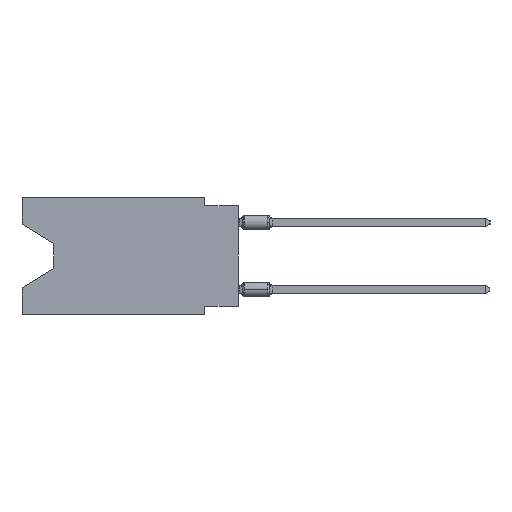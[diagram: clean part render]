
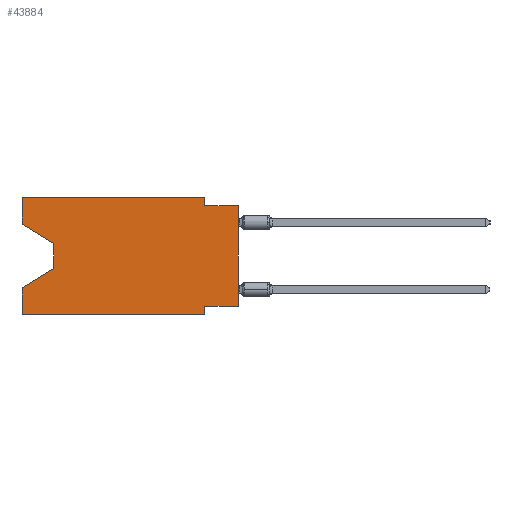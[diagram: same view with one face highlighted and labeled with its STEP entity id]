
A CAD part, left-side view. The second image highlights one B-rep face of the part: STEP entity #43884.
In plain terms, the highlighted planar face has unit normal (-1, 0, 0).
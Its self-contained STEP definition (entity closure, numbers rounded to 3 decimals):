
#156 = CARTESIAN_POINT ( 'NONE',  ( 0., 16.383, -2.038 ) ) ;
#179 = VERTEX_POINT ( 'NONE', #33217 ) ;
#449 = CARTESIAN_POINT ( 'NONE',  ( 0., 16.383, 0. ) ) ;
#1780 = ORIENTED_EDGE ( 'NONE', *, *, #52808, .T. ) ;
#2535 = VECTOR ( 'NONE', #10852, 1000. ) ;
#6335 = LINE ( 'NONE', #10874, #22132 ) ;
#7804 = LINE ( 'NONE', #22319, #43119 ) ;
#8799 = ORIENTED_EDGE ( 'NONE', *, *, #43950, .T. ) ;
#8861 = DIRECTION ( 'NONE',  ( 1., 0., 0. ) ) ;
#8927 = DIRECTION ( 'NONE',  ( 0., 0., -1. ) ) ;
#9710 = ORIENTED_EDGE ( 'NONE', *, *, #24119, .T. ) ;
#10796 = ORIENTED_EDGE ( 'NONE', *, *, #56382, .F. ) ;
#10852 = DIRECTION ( 'NONE',  ( 0., 0., -1. ) ) ;
#10874 = CARTESIAN_POINT ( 'NONE',  ( 0., 0., -0.635 ) ) ;
#11465 = CARTESIAN_POINT ( 'NONE',  ( 0., 2.54, -8.89 ) ) ;
#11909 = DIRECTION ( 'NONE',  ( 0., 1., 0. ) ) ;
#13198 = VERTEX_POINT ( 'NONE', #49603 ) ;
#13754 = VECTOR ( 'NONE', #46466, 1000. ) ;
#15157 = VERTEX_POINT ( 'NONE', #38110 ) ;
#17105 = VERTEX_POINT ( 'NONE', #27961 ) ;
#17297 = VECTOR ( 'NONE', #11909, 1000. ) ;
#17435 = DIRECTION ( 'NONE',  ( 0., -1., 0. ) ) ;
#17610 = VECTOR ( 'NONE', #51620, 1000. ) ;
#17671 = ORIENTED_EDGE ( 'NONE', *, *, #57113, .F. ) ;
#17964 = DIRECTION ( 'NONE',  ( 0., 0., -1. ) ) ;
#18038 = CARTESIAN_POINT ( 'NONE',  ( 0., 13.97, -5.385 ) ) ;
#18495 = CARTESIAN_POINT ( 'NONE',  ( 0., 2.54, -8.89 ) ) ;
#19205 = CARTESIAN_POINT ( 'NONE',  ( 0., 13.97, -3.505 ) ) ;
#21042 = ORIENTED_EDGE ( 'NONE', *, *, #22562, .T. ) ;
#21082 = VECTOR ( 'NONE', #57612, 1000. ) ;
#22086 = ORIENTED_EDGE ( 'NONE', *, *, #24372, .T. ) ;
#22132 = VECTOR ( 'NONE', #32990, 1000. ) ;
#22256 = ORIENTED_EDGE ( 'NONE', *, *, #50534, .F. ) ;
#22319 = CARTESIAN_POINT ( 'NONE',  ( 0., 0., 0. ) ) ;
#22562 = EDGE_CURVE ( 'NONE', #17105, #45970, #7804, .T. ) ;
#23265 = LINE ( 'NONE', #41736, #49564 ) ;
#24119 = EDGE_CURVE ( 'NONE', #15157, #51128, #44385, .T. ) ;
#24372 = EDGE_CURVE ( 'NONE', #45625, #43550, #50416, .T. ) ;
#25392 = VERTEX_POINT ( 'NONE', #59892 ) ;
#27961 = CARTESIAN_POINT ( 'NONE',  ( 0., 0., -8.255 ) ) ;
#29514 = VERTEX_POINT ( 'NONE', #156 ) ;
#29766 = CARTESIAN_POINT ( 'NONE',  ( 0., 0., -0.635 ) ) ;
#30662 = CARTESIAN_POINT ( 'NONE',  ( 0., 0., -8.255 ) ) ;
#31002 = VERTEX_POINT ( 'NONE', #31609 ) ;
#31277 = LINE ( 'NONE', #46112, #51735 ) ;
#31609 = CARTESIAN_POINT ( 'NONE',  ( 0., 2.54, -0.635 ) ) ;
#32170 = DIRECTION ( 'NONE',  ( 0., 0.855, -0.519 ) ) ;
#32394 = AXIS2_PLACEMENT_3D ( 'NONE', #59492, #8861, #17964 ) ;
#32779 = ORIENTED_EDGE ( 'NONE', *, *, #47938, .F. ) ;
#32990 = DIRECTION ( 'NONE',  ( 0., -1., 0. ) ) ;
#33217 = CARTESIAN_POINT ( 'NONE',  ( 0., 2.54, 0. ) ) ;
#34850 = LINE ( 'NONE', #53356, #21082 ) ;
#35292 = CARTESIAN_POINT ( 'NONE',  ( 0., 13.97, -3.505 ) ) ;
#35840 = EDGE_LOOP ( 'NONE', ( #1780, #22086, #8799, #55211, #9710, #10796, #22256, #21042, #51374, #41123, #32779, #17671 ) ) ;
#37000 = EDGE_CURVE ( 'NONE', #31002, #45970, #6335, .T. ) ;
#37517 = VECTOR ( 'NONE', #38541, 1000. ) ;
#38110 = CARTESIAN_POINT ( 'NONE',  ( 0., 16.383, -8.89 ) ) ;
#38238 = LINE ( 'NONE', #47925, #37517 ) ;
#38541 = DIRECTION ( 'NONE',  ( 0., -1., 0. ) ) ;
#39538 = CARTESIAN_POINT ( 'NONE',  ( 0., 16.383, -8.89 ) ) ;
#39752 = LINE ( 'NONE', #30662, #17297 ) ;
#40923 = CARTESIAN_POINT ( 'NONE',  ( 0., 2.54, -8.255 ) ) ;
#41123 = ORIENTED_EDGE ( 'NONE', *, *, #50315, .F. ) ;
#41250 = FACE_OUTER_BOUND ( 'NONE', #35840, .T. ) ;
#41736 = CARTESIAN_POINT ( 'NONE',  ( 0., 16.383, -2.038 ) ) ;
#43119 = VECTOR ( 'NONE', #54759, 1000. ) ;
#43550 = VERTEX_POINT ( 'NONE', #18038 ) ;
#43884 = ADVANCED_FACE ( 'NONE', ( #41250 ), #58598, .F. ) ;
#43950 = EDGE_CURVE ( 'NONE', #43550, #25392, #31277, .T. ) ;
#44385 = LINE ( 'NONE', #39538, #57649 ) ;
#45115 = VECTOR ( 'NONE', #8927, 1000. ) ;
#45581 = LINE ( 'NONE', #449, #13754 ) ;
#45625 = VERTEX_POINT ( 'NONE', #35292 ) ;
#45970 = VERTEX_POINT ( 'NONE', #29766 ) ;
#46112 = CARTESIAN_POINT ( 'NONE',  ( 0., 13.97, -5.385 ) ) ;
#46466 = DIRECTION ( 'NONE',  ( 0., 0., 1. ) ) ;
#47489 = LINE ( 'NONE', #11465, #2535 ) ;
#47658 = CARTESIAN_POINT ( 'NONE',  ( 0., 16.383, 0. ) ) ;
#47925 = CARTESIAN_POINT ( 'NONE',  ( 0., 16.383, 0. ) ) ;
#47938 = EDGE_CURVE ( 'NONE', #13198, #179, #38238, .T. ) ;
#49564 = VECTOR ( 'NONE', #51745, 1000. ) ;
#49603 = CARTESIAN_POINT ( 'NONE',  ( 0., 16.383, 0. ) ) ;
#50315 = EDGE_CURVE ( 'NONE', #179, #31002, #34850, .T. ) ;
#50416 = LINE ( 'NONE', #19205, #45115 ) ;
#50534 = EDGE_CURVE ( 'NONE', #17105, #52267, #39752, .T. ) ;
#51128 = VERTEX_POINT ( 'NONE', #18495 ) ;
#51374 = ORIENTED_EDGE ( 'NONE', *, *, #37000, .F. ) ;
#51620 = DIRECTION ( 'NONE',  ( 0., 0., 1. ) ) ;
#51735 = VECTOR ( 'NONE', #32170, 1000. ) ;
#51745 = DIRECTION ( 'NONE',  ( 0., -0.855, -0.519 ) ) ;
#51930 = LINE ( 'NONE', #47658, #17610 ) ;
#52267 = VERTEX_POINT ( 'NONE', #40923 ) ;
#52808 = EDGE_CURVE ( 'NONE', #29514, #45625, #23265, .T. ) ;
#53356 = CARTESIAN_POINT ( 'NONE',  ( 0., 2.54, 0. ) ) ;
#54759 = DIRECTION ( 'NONE',  ( 0., 0., 1. ) ) ;
#55211 = ORIENTED_EDGE ( 'NONE', *, *, #57058, .F. ) ;
#56382 = EDGE_CURVE ( 'NONE', #52267, #51128, #47489, .T. ) ;
#57058 = EDGE_CURVE ( 'NONE', #15157, #25392, #45581, .T. ) ;
#57113 = EDGE_CURVE ( 'NONE', #29514, #13198, #51930, .T. ) ;
#57612 = DIRECTION ( 'NONE',  ( 0., 0., -1. ) ) ;
#57649 = VECTOR ( 'NONE', #17435, 1000. ) ;
#58598 = PLANE ( 'NONE',  #32394 ) ;
#59492 = CARTESIAN_POINT ( 'NONE',  ( 0., 16.383, 0. ) ) ;
#59892 = CARTESIAN_POINT ( 'NONE',  ( 0., 16.383, -6.852 ) ) ;
